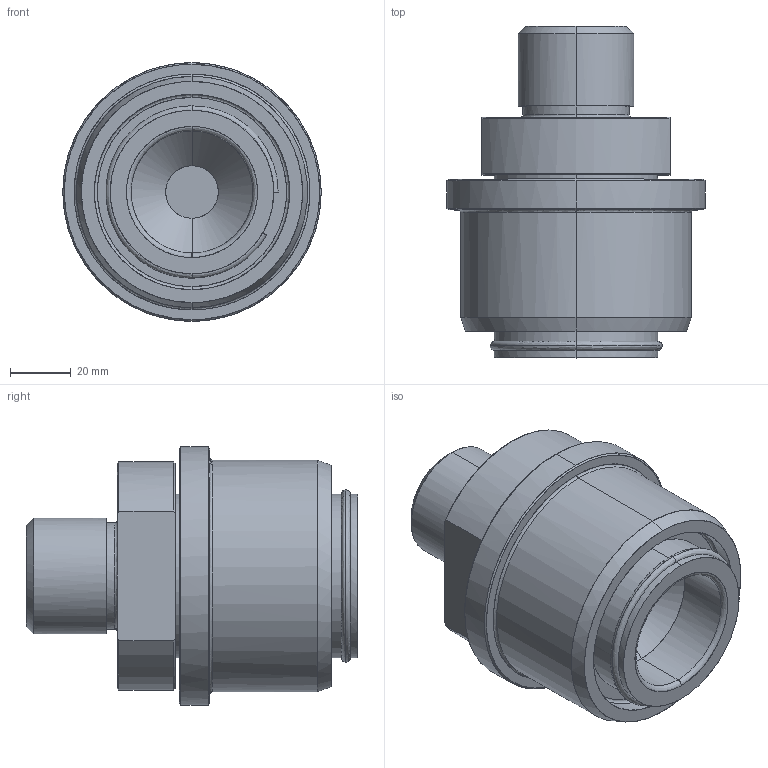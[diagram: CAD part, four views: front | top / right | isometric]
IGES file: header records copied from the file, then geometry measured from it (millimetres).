
Start section: SolidWorks IGES file using NURBS representation for surfaces
Global section: file name: ALBA 702.IGS; native system: SolidWorks 2007; preprocessor: SolidWorks 2007; author: user; date: 080813.151238; units: inch
Bounding box: 85.01 x 109.09 x 85.01 mm (x, y, z)
Surface area: 57652.7 mm2 (no closed solid volume)
Topology: 0 solids, 0 shells, 69 faces, 1362 edges, 1362 vertices
Faces by surface type: bspline 69
